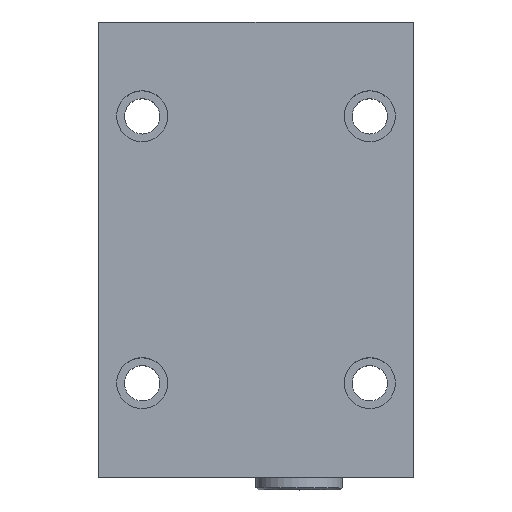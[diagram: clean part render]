
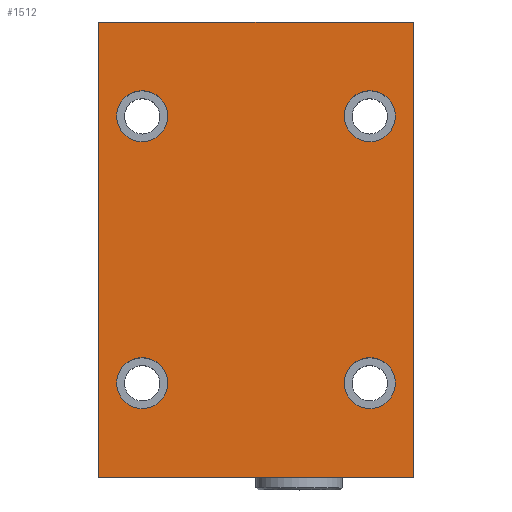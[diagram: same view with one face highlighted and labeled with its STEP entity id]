
A CAD part, top view. The second image highlights one B-rep face of the part: STEP entity #1512.
In plain terms, the highlighted planar face has unit normal (0, 0, 1).
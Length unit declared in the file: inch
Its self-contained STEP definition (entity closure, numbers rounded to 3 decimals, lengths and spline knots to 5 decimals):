
#249=DIRECTION('',(0.,-1.,0.));
#250=VECTOR('',#249,3.625);
#251=CARTESIAN_POINT('',(0.,0.,1.188));
#252=LINE('',#251,#250);
#253=DIRECTION('',(-1.,0.,0.));
#254=VECTOR('',#253,2.5);
#255=CARTESIAN_POINT('',(2.5,0.,1.188));
#256=LINE('',#255,#254);
#257=DIRECTION('',(0.,1.,0.));
#258=VECTOR('',#257,3.625);
#259=CARTESIAN_POINT('',(2.5,-3.625,1.188));
#260=LINE('',#259,#258);
#261=DIRECTION('',(1.,0.,0.));
#262=VECTOR('',#261,2.5);
#263=CARTESIAN_POINT('',(0.,-3.625,1.188));
#264=LINE('',#263,#262);
#265=CARTESIAN_POINT('',(0.344,-0.75,1.188));
#266=DIRECTION('',(0.,0.,-1.));
#267=DIRECTION('',(-1.,0.,0.));
#268=AXIS2_PLACEMENT_3D('',#265,#266,#267);
#270=CARTESIAN_POINT('',(0.344,-0.75,1.188));
#271=DIRECTION('',(0.,0.,-1.));
#272=DIRECTION('',(1.,0.,0.));
#273=AXIS2_PLACEMENT_3D('',#270,#271,#272);
#275=CARTESIAN_POINT('',(2.156,-0.75,1.188));
#276=DIRECTION('',(0.,0.,-1.));
#277=DIRECTION('',(-1.,0.,0.));
#278=AXIS2_PLACEMENT_3D('',#275,#276,#277);
#280=CARTESIAN_POINT('',(2.156,-0.75,1.188));
#281=DIRECTION('',(0.,0.,-1.));
#282=DIRECTION('',(1.,0.,0.));
#283=AXIS2_PLACEMENT_3D('',#280,#281,#282);
#285=CARTESIAN_POINT('',(2.156,-2.875,1.188));
#286=DIRECTION('',(0.,0.,-1.));
#287=DIRECTION('',(-1.,0.,0.));
#288=AXIS2_PLACEMENT_3D('',#285,#286,#287);
#290=CARTESIAN_POINT('',(2.156,-2.875,1.188));
#291=DIRECTION('',(0.,0.,-1.));
#292=DIRECTION('',(1.,0.,0.));
#293=AXIS2_PLACEMENT_3D('',#290,#291,#292);
#295=CARTESIAN_POINT('',(0.344,-2.875,1.188));
#296=DIRECTION('',(0.,0.,-1.));
#297=DIRECTION('',(-1.,0.,0.));
#298=AXIS2_PLACEMENT_3D('',#295,#296,#297);
#300=CARTESIAN_POINT('',(0.344,-2.875,1.188));
#301=DIRECTION('',(0.,0.,-1.));
#302=DIRECTION('',(1.,0.,0.));
#303=AXIS2_PLACEMENT_3D('',#300,#301,#302);
#1206=CARTESIAN_POINT('',(0.,0.,1.188));
#1207=CARTESIAN_POINT('',(0.,-3.625,1.188));
#1208=VERTEX_POINT('',#1206);
#1209=VERTEX_POINT('',#1207);
#1210=CARTESIAN_POINT('',(2.5,-3.625,1.188));
#1211=VERTEX_POINT('',#1210);
#1212=CARTESIAN_POINT('',(2.5,0.,1.188));
#1213=VERTEX_POINT('',#1212);
#1307=CARTESIAN_POINT('',(0.141,-0.75,1.188));
#1308=CARTESIAN_POINT('',(0.547,-0.75,1.188));
#1309=VERTEX_POINT('',#1307);
#1310=VERTEX_POINT('',#1308);
#1319=CARTESIAN_POINT('',(1.953,-0.75,1.188));
#1320=CARTESIAN_POINT('',(2.359,-0.75,1.188));
#1321=VERTEX_POINT('',#1319);
#1322=VERTEX_POINT('',#1320);
#1331=CARTESIAN_POINT('',(1.953,-2.875,1.188));
#1332=CARTESIAN_POINT('',(2.359,-2.875,1.188));
#1333=VERTEX_POINT('',#1331);
#1334=VERTEX_POINT('',#1332);
#1343=CARTESIAN_POINT('',(0.141,-2.875,1.188));
#1344=CARTESIAN_POINT('',(0.547,-2.875,1.188));
#1345=VERTEX_POINT('',#1343);
#1346=VERTEX_POINT('',#1344);
#1477=CARTESIAN_POINT('',(0.,0.,1.188));
#1478=DIRECTION('',(0.,0.,1.));
#1479=DIRECTION('',(1.,0.,0.));
#1480=AXIS2_PLACEMENT_3D('',#1477,#1478,#1479);
#1481=PLANE('',#1480);
#1482=ORIENTED_EDGE('',*,*,#1423,.F.);
#1483=ORIENTED_EDGE('',*,*,#1438,.F.);
#1484=ORIENTED_EDGE('',*,*,#1452,.F.);
#1485=ORIENTED_EDGE('',*,*,#1465,.F.);
#1486=EDGE_LOOP('',(#1482,#1483,#1484,#1485));
#1487=FACE_OUTER_BOUND('',#1486,.F.);
#1489=ORIENTED_EDGE('',*,*,#1488,.F.);
#1491=ORIENTED_EDGE('',*,*,#1490,.F.);
#1492=EDGE_LOOP('',(#1489,#1491));
#1493=FACE_BOUND('',#1492,.F.);
#1495=ORIENTED_EDGE('',*,*,#1494,.F.);
#1497=ORIENTED_EDGE('',*,*,#1496,.F.);
#1498=EDGE_LOOP('',(#1495,#1497));
#1499=FACE_BOUND('',#1498,.F.);
#1501=ORIENTED_EDGE('',*,*,#1500,.F.);
#1503=ORIENTED_EDGE('',*,*,#1502,.F.);
#1504=EDGE_LOOP('',(#1501,#1503));
#1505=FACE_BOUND('',#1504,.F.);
#1507=ORIENTED_EDGE('',*,*,#1506,.F.);
#1509=ORIENTED_EDGE('',*,*,#1508,.F.);
#1510=EDGE_LOOP('',(#1507,#1509));
#1511=FACE_BOUND('',#1510,.F.);
#1512=ADVANCED_FACE('',(#1487,#1493,#1499,#1505,#1511),#1481,.T.);
#269=CIRCLE('',#268,0.203);
#274=CIRCLE('',#273,0.203);
#279=CIRCLE('',#278,0.203);
#284=CIRCLE('',#283,0.203);
#289=CIRCLE('',#288,0.203);
#294=CIRCLE('',#293,0.203);
#299=CIRCLE('',#298,0.203);
#304=CIRCLE('',#303,0.203);
#1423=EDGE_CURVE('',#1208,#1209,#252,.T.);
#1438=EDGE_CURVE('',#1213,#1208,#256,.T.);
#1452=EDGE_CURVE('',#1211,#1213,#260,.T.);
#1465=EDGE_CURVE('',#1209,#1211,#264,.T.);
#1488=EDGE_CURVE('',#1309,#1310,#269,.T.);
#1490=EDGE_CURVE('',#1310,#1309,#274,.T.);
#1494=EDGE_CURVE('',#1321,#1322,#279,.T.);
#1496=EDGE_CURVE('',#1322,#1321,#284,.T.);
#1500=EDGE_CURVE('',#1333,#1334,#289,.T.);
#1502=EDGE_CURVE('',#1334,#1333,#294,.T.);
#1506=EDGE_CURVE('',#1345,#1346,#299,.T.);
#1508=EDGE_CURVE('',#1346,#1345,#304,.T.);
